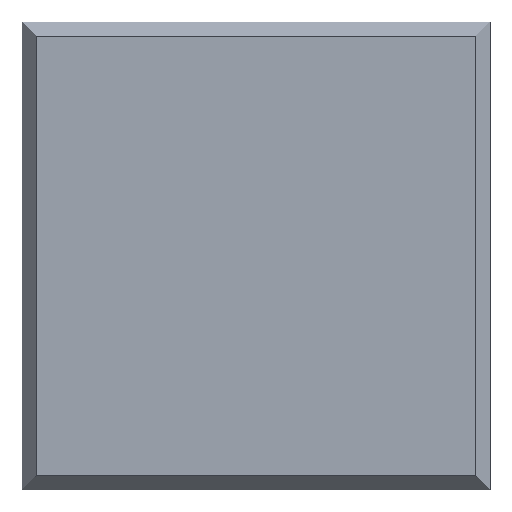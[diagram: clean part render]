
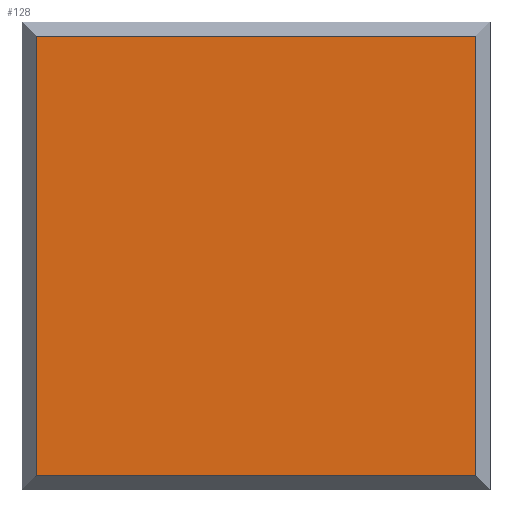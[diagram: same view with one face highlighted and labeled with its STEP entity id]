
A CAD part, top view. The second image highlights one B-rep face of the part: STEP entity #128.
In plain terms, the highlighted planar face has unit normal (0, 0, 1).
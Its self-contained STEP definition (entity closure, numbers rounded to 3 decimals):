
#32=CARTESIAN_POINT('',(297.49,9.49,10.));
#33=VERTEX_POINT('',#32);
#34=CARTESIAN_POINT('',(297.49,297.49,10.));
#35=VERTEX_POINT('',#34);
#36=CARTESIAN_POINT('',(297.49,9.49,10.));
#37=DIRECTION('',(0.,1.,-0.));
#38=VECTOR('',#37,288.);
#39=LINE('',#36,#38);
#40=EDGE_CURVE('',#33,#35,#39,.T.);
#72=CARTESIAN_POINT('',(9.49,9.49,10.));
#73=VERTEX_POINT('',#72);
#82=CARTESIAN_POINT('',(9.49,297.49,10.));
#83=VERTEX_POINT('',#82);
#84=CARTESIAN_POINT('',(9.49,9.49,10.));
#85=DIRECTION('',(0.,1.,-0.));
#86=VECTOR('',#85,288.);
#87=LINE('',#84,#86);
#88=EDGE_CURVE('',#73,#83,#87,.T.);
#107=CARTESIAN_POINT('',(0.,306.979,10.));
#108=DIRECTION('',(0.,-0.,-1.));
#109=DIRECTION('',(1.,0.,0.));
#110=AXIS2_PLACEMENT_3D('',#107,#108,#109);
#111=PLANE('',#110);
#112=ORIENTED_EDGE('',*,*,#88,.F.);
#113=CARTESIAN_POINT('',(9.49,9.49,10.));
#114=DIRECTION('',(1.,-0.,0.));
#115=VECTOR('',#114,288.);
#116=LINE('',#113,#115);
#117=EDGE_CURVE('',#73,#33,#116,.T.);
#118=ORIENTED_EDGE('',*,*,#117,.T.);
#119=ORIENTED_EDGE('',*,*,#40,.T.);
#120=CARTESIAN_POINT('',(297.49,297.49,10.));
#121=DIRECTION('',(-1.,0.,-0.));
#122=VECTOR('',#121,288.);
#123=LINE('',#120,#122);
#124=EDGE_CURVE('',#35,#83,#123,.T.);
#125=ORIENTED_EDGE('',*,*,#124,.T.);
#126=EDGE_LOOP('',(#112,#118,#119,#125));
#127=FACE_BOUND('',#126,.T.);
#128=ADVANCED_FACE('',(#127),#111,.F.);
